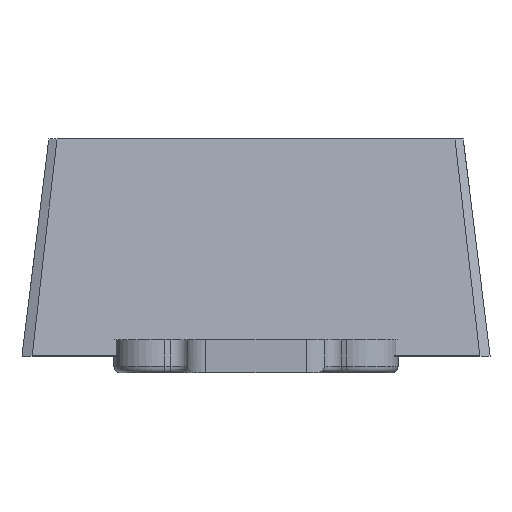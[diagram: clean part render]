
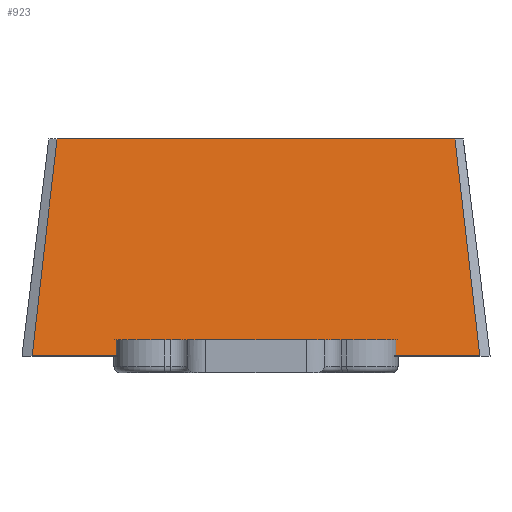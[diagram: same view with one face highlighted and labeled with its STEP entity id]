
A CAD part, front view. The second image highlights one B-rep face of the part: STEP entity #923.
In plain terms, the highlighted planar face has unit normal (0, -0.993, 0.122).
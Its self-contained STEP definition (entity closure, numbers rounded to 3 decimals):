
#231 = PLANE('',#232);
#232 = AXIS2_PLACEMENT_3D('',#233,#234,#235);
#233 = CARTESIAN_POINT('',(0.,0.,0.7));
#234 = DIRECTION('',(-0.,-0.,-1.));
#235 = DIRECTION('',(-1.,0.,0.));
#333 = VERTEX_POINT('',#334);
#334 = CARTESIAN_POINT('',(-0.595,-1.32,0.7));
#353 = CONICAL_SURFACE('',#354,1.56,0.159);
#354 = AXIS2_PLACEMENT_3D('',#355,#356,#357);
#355 = CARTESIAN_POINT('',(0.,0.,0.));
#356 = DIRECTION('',(-0.,-0.,-1.));
#357 = DIRECTION('',(1.,0.,0.));
#445 = VERTEX_POINT('',#446);
#446 = CARTESIAN_POINT('',(0.595,-1.32,0.7));
#465 = CONICAL_SURFACE('',#466,1.56,0.159);
#466 = AXIS2_PLACEMENT_3D('',#467,#468,#469);
#467 = CARTESIAN_POINT('',(0.,0.,0.));
#468 = DIRECTION('',(-0.,-0.,-1.));
#469 = DIRECTION('',(1.,0.,0.));
#477 = EDGE_CURVE('',#445,#333,#478,.T.);
#478 = SURFACE_CURVE('',#479,(#483,#490),.PCURVE_S1.);
#479 = LINE('',#480,#481);
#480 = CARTESIAN_POINT('',(0.7,-1.32,0.7));
#481 = VECTOR('',#482,1.);
#482 = DIRECTION('',(-1.,0.,0.));
#483 = PCURVE('',#231,#484);
#484 = DEFINITIONAL_REPRESENTATION('',(#485),#489);
#485 = LINE('',#486,#487);
#486 = CARTESIAN_POINT('',(-0.7,-1.32));
#487 = VECTOR('',#488,1.);
#488 = DIRECTION('',(1.,0.));
#489 = ( GEOMETRIC_REPRESENTATION_CONTEXT(2) 
PARAMETRIC_REPRESENTATION_CONTEXT() REPRESENTATION_CONTEXT('2D SPACE',''
  ) );
#490 = PCURVE('',#491,#496);
#491 = PLANE('',#492);
#492 = AXIS2_PLACEMENT_3D('',#493,#494,#495);
#493 = CARTESIAN_POINT('',(0.7,-1.36,0.376));
#494 = DIRECTION('',(0.,0.992,-0.122));
#495 = DIRECTION('',(-1.,0.,0.));
#496 = DEFINITIONAL_REPRESENTATION('',(#497),#501);
#497 = LINE('',#498,#499);
#498 = CARTESIAN_POINT('',(0.,0.327));
#499 = VECTOR('',#500,1.);
#500 = DIRECTION('',(1.,0.));
#501 = ( GEOMETRIC_REPRESENTATION_CONTEXT(2) 
PARAMETRIC_REPRESENTATION_CONTEXT() REPRESENTATION_CONTEXT('2D SPACE',''
  ) );
#736 = PLANE('',#737);
#737 = AXIS2_PLACEMENT_3D('',#738,#739,#740);
#738 = CARTESIAN_POINT('',(0.7,-1.4,0.05));
#739 = DIRECTION('',(0.,-1.,0.));
#740 = DIRECTION('',(-1.,0.,0.));
#872 = VERTEX_POINT('',#873);
#873 = CARTESIAN_POINT('',(-0.669,-1.4,0.051));
#898 = EDGE_CURVE('',#333,#872,#899,.T.);
#899 = SURFACE_CURVE('',#900,(#905,#915),.PCURVE_S1.);
#900 = HYPERBOLA('',#901,3.167,0.321);
#901 = AXIS2_PLACEMENT_3D('',#902,#903,#904);
#902 = CARTESIAN_POINT('',(0.,-0.503,7.328));
#903 = DIRECTION('',(0.,0.992,-0.122));
#904 = DIRECTION('',(0.,-0.122,-0.992));
#905 = PCURVE('',#353,#906);
#906 = DEFINITIONAL_REPRESENTATION('',(#907),#914);
#907 = B_SPLINE_CURVE_WITH_KNOTS('',5,(#908,#909,#910,#911,#912,#913),
  .UNSPECIFIED.,.F.,.F.,(6,6),(1.366,1.49),
  .PIECEWISE_BEZIER_KNOTS.);
#908 = CARTESIAN_POINT('',(-4.291,-0.765));
#909 = CARTESIAN_POINT('',(-4.286,-0.622));
#910 = CARTESIAN_POINT('',(-4.28,-0.475));
#911 = CARTESIAN_POINT('',(-4.275,-0.322));
#912 = CARTESIAN_POINT('',(-4.27,-0.164));
#913 = CARTESIAN_POINT('',(-4.265,0.));
#914 = ( GEOMETRIC_REPRESENTATION_CONTEXT(2) 
PARAMETRIC_REPRESENTATION_CONTEXT() REPRESENTATION_CONTEXT('2D SPACE',''
  ) );
#915 = PCURVE('',#491,#916);
#916 = DEFINITIONAL_REPRESENTATION('',(#917),#921);
#917 = ( BOUNDED_CURVE() B_SPLINE_CURVE(2,(#918,#919,#920),
.UNSPECIFIED.,.F.,.F.) B_SPLINE_CURVE_WITH_KNOTS((3,3),(1.366,
1.49),.PIECEWISE_BEZIER_KNOTS.) CURVE() 
GEOMETRIC_REPRESENTATION_ITEM() RATIONAL_B_SPLINE_CURVE((1.,
1.002,1.)) REPRESENTATION_ITEM('') );
#918 = CARTESIAN_POINT('',(1.288,0.392));
#919 = CARTESIAN_POINT('',(1.329,0.034));
#920 = CARTESIAN_POINT('',(1.375,-0.378));
#921 = ( GEOMETRIC_REPRESENTATION_CONTEXT(2) 
PARAMETRIC_REPRESENTATION_CONTEXT() REPRESENTATION_CONTEXT('2D SPACE',''
  ) );
#923 = ADVANCED_FACE('',(#924),#491,.F.);
#924 = FACE_BOUND('',#925,.F.);
#925 = EDGE_LOOP('',(#926,#953,#974,#975));
#926 = ORIENTED_EDGE('',*,*,#927,.F.);
#927 = EDGE_CURVE('',#928,#445,#930,.T.);
#928 = VERTEX_POINT('',#929);
#929 = CARTESIAN_POINT('',(0.669,-1.4,0.051));
#930 = SURFACE_CURVE('',#931,(#936,#943),.PCURVE_S1.);
#931 = HYPERBOLA('',#932,3.167,0.321);
#932 = AXIS2_PLACEMENT_3D('',#933,#934,#935);
#933 = CARTESIAN_POINT('',(0.,-0.503,7.328));
#934 = DIRECTION('',(0.,0.992,-0.122));
#935 = DIRECTION('',(0.,-0.122,-0.992));
#936 = PCURVE('',#491,#937);
#937 = DEFINITIONAL_REPRESENTATION('',(#938),#942);
#938 = ( BOUNDED_CURVE() B_SPLINE_CURVE(2,(#939,#940,#941),
.UNSPECIFIED.,.F.,.F.) B_SPLINE_CURVE_WITH_KNOTS((3,3),(-1.49,
-1.366),.PIECEWISE_BEZIER_KNOTS.) CURVE() 
GEOMETRIC_REPRESENTATION_ITEM() RATIONAL_B_SPLINE_CURVE((1.,
1.002,1.)) REPRESENTATION_ITEM('') );
#939 = CARTESIAN_POINT('',(0.025,-0.378));
#940 = CARTESIAN_POINT('',(0.071,0.034));
#941 = CARTESIAN_POINT('',(0.112,0.392));
#942 = ( GEOMETRIC_REPRESENTATION_CONTEXT(2) 
PARAMETRIC_REPRESENTATION_CONTEXT() REPRESENTATION_CONTEXT('2D SPACE',''
  ) );
#943 = PCURVE('',#465,#944);
#944 = DEFINITIONAL_REPRESENTATION('',(#945),#952);
#945 = B_SPLINE_CURVE_WITH_KNOTS('',5,(#946,#947,#948,#949,#950,#951),
  .UNSPECIFIED.,.F.,.F.,(6,6),(-1.49,-1.366),
  .PIECEWISE_BEZIER_KNOTS.);
#946 = CARTESIAN_POINT('',(-5.16,0.));
#947 = CARTESIAN_POINT('',(-5.155,-0.164));
#948 = CARTESIAN_POINT('',(-5.15,-0.322));
#949 = CARTESIAN_POINT('',(-5.144,-0.475));
#950 = CARTESIAN_POINT('',(-5.139,-0.622));
#951 = CARTESIAN_POINT('',(-5.134,-0.765));
#952 = ( GEOMETRIC_REPRESENTATION_CONTEXT(2) 
PARAMETRIC_REPRESENTATION_CONTEXT() REPRESENTATION_CONTEXT('2D SPACE',''
  ) );
#953 = ORIENTED_EDGE('',*,*,#954,.T.);
#954 = EDGE_CURVE('',#928,#872,#955,.T.);
#955 = SURFACE_CURVE('',#956,(#960,#967),.PCURVE_S1.);
#956 = LINE('',#957,#958);
#957 = CARTESIAN_POINT('',(0.7,-1.4,0.051));
#958 = VECTOR('',#959,1.);
#959 = DIRECTION('',(-1.,0.,0.));
#960 = PCURVE('',#491,#961);
#961 = DEFINITIONAL_REPRESENTATION('',(#962),#966);
#962 = LINE('',#963,#964);
#963 = CARTESIAN_POINT('',(-0.,-0.327));
#964 = VECTOR('',#965,1.);
#965 = DIRECTION('',(1.,0.));
#966 = ( GEOMETRIC_REPRESENTATION_CONTEXT(2) 
PARAMETRIC_REPRESENTATION_CONTEXT() REPRESENTATION_CONTEXT('2D SPACE',''
  ) );
#967 = PCURVE('',#736,#968);
#968 = DEFINITIONAL_REPRESENTATION('',(#969),#973);
#969 = LINE('',#970,#971);
#970 = CARTESIAN_POINT('',(0.,-0.001));
#971 = VECTOR('',#972,1.);
#972 = DIRECTION('',(1.,0.));
#973 = ( GEOMETRIC_REPRESENTATION_CONTEXT(2) 
PARAMETRIC_REPRESENTATION_CONTEXT() REPRESENTATION_CONTEXT('2D SPACE',''
  ) );
#974 = ORIENTED_EDGE('',*,*,#898,.F.);
#975 = ORIENTED_EDGE('',*,*,#477,.F.);
